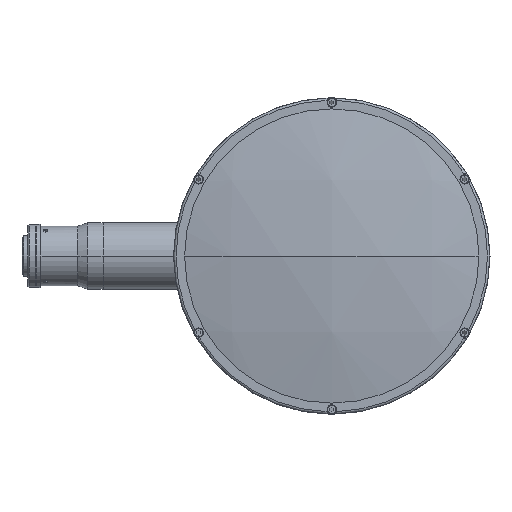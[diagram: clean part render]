
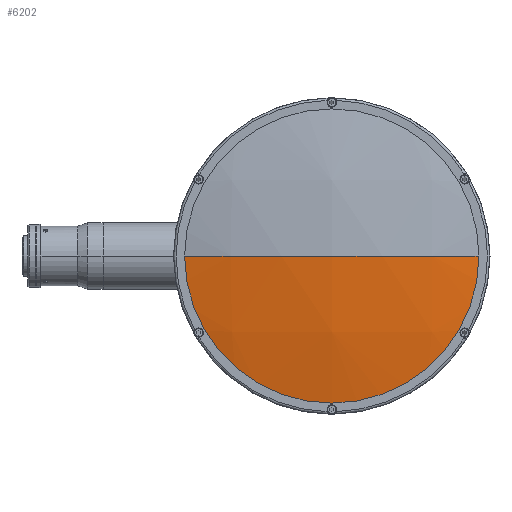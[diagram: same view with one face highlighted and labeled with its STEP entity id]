
A CAD part, left-side view. The second image highlights one B-rep face of the part: STEP entity #6202.
In plain terms, the highlighted spherical face has radius 434.72 mm.
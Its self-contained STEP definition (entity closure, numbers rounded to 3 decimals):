
#75 = DIRECTION ( 'NONE',  ( 0., 1., 0. ) ) ;
#439 = AXIS2_PLACEMENT_3D ( 'NONE', #4791, #13259, #6016 ) ;
#2119 = EDGE_CURVE ( 'NONE', #8999, #13863, #2938, .T. ) ;
#2409 = SPHERICAL_SURFACE ( 'NONE', #12875, 434.72 ) ;
#2924 = ORIENTED_EDGE ( 'NONE', *, *, #2119, .F. ) ;
#2938 = CIRCLE ( 'NONE', #439, 434.72 ) ;
#3019 = ORIENTED_EDGE ( 'NONE', *, *, #5673, .T. ) ;
#3568 = FACE_OUTER_BOUND ( 'NONE', #9872, .T. ) ;
#4199 = ORIENTED_EDGE ( 'NONE', *, *, #7458, .T. ) ;
#4332 = DIRECTION ( 'NONE',  ( -1., 0., 0. ) ) ;
#4791 = CARTESIAN_POINT ( 'NONE',  ( 11.706, 0.64, 0. ) ) ;
#5239 = CARTESIAN_POINT ( 'NONE',  ( -423.014, 0.64, 0. ) ) ;
#5537 = CIRCLE ( 'NONE', #7285, 434.72 ) ;
#5673 = EDGE_CURVE ( 'NONE', #6612, #13863, #5537, .T. ) ;
#6016 = DIRECTION ( 'NONE',  ( 0., -1., 0. ) ) ;
#6106 = DIRECTION ( 'NONE',  ( 0., 0., -1. ) ) ;
#6202 = ADVANCED_FACE ( 'NONE', ( #3568 ), #2409, .T. ) ;
#6612 = VERTEX_POINT ( 'NONE', #9068 ) ;
#7006 = CIRCLE ( 'NONE', #9469, 95. ) ;
#7285 = AXIS2_PLACEMENT_3D ( 'NONE', #14588, #7332, #75 ) ;
#7332 = DIRECTION ( 'NONE',  ( 0., 0., -1. ) ) ;
#7339 = CARTESIAN_POINT ( 'NONE',  ( -412.507, 95.64, 0. ) ) ;
#7458 = EDGE_CURVE ( 'NONE', #8999, #6612, #7006, .T. ) ;
#8493 = CARTESIAN_POINT ( 'NONE',  ( 11.706, 0.64, 0. ) ) ;
#8999 = VERTEX_POINT ( 'NONE', #7339 ) ;
#9068 = CARTESIAN_POINT ( 'NONE',  ( -412.507, -94.36, 0. ) ) ;
#9469 = AXIS2_PLACEMENT_3D ( 'NONE', #11624, #4332, #12847 ) ;
#9872 = EDGE_LOOP ( 'NONE', ( #4199, #3019, #2924 ) ) ;
#11624 = CARTESIAN_POINT ( 'NONE',  ( -412.507, 0.64, 0. ) ) ;
#12847 = DIRECTION ( 'NONE',  ( 0., 0., 1. ) ) ;
#12875 = AXIS2_PLACEMENT_3D ( 'NONE', #8493, #6106, #14560 ) ;
#13259 = DIRECTION ( 'NONE',  ( 0., 0., 1. ) ) ;
#13863 = VERTEX_POINT ( 'NONE', #5239 ) ;
#14560 = DIRECTION ( 'NONE',  ( 0., 1., 0. ) ) ;
#14588 = CARTESIAN_POINT ( 'NONE',  ( 11.706, 0.64, 0. ) ) ;
